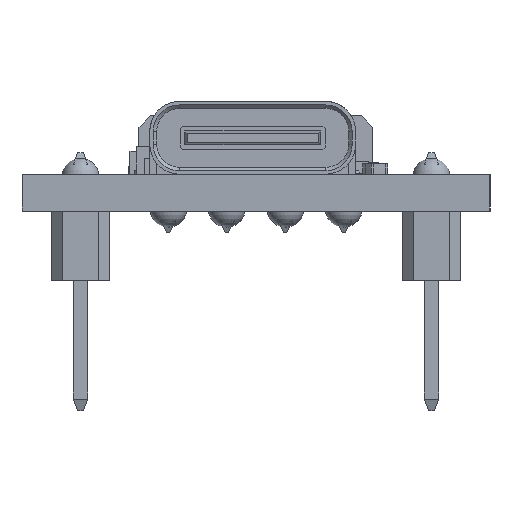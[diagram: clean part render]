
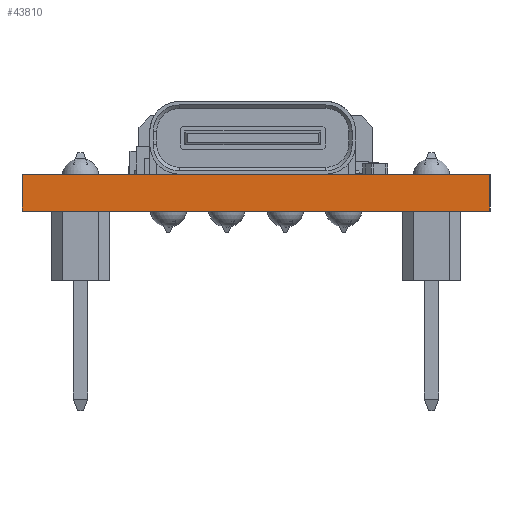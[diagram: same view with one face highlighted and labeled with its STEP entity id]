
A CAD part, left-side view. The second image highlights one B-rep face of the part: STEP entity #43810.
In plain terms, the highlighted planar face has unit normal (-1, 0, 0).
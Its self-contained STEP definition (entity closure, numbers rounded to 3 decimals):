
#1486=FACE_OUTER_BOUND('',#4180,.T.);
#4180=EDGE_LOOP('',(#28479,#28480,#28481,#28482));
#7060=LINE('',#62680,#12691);
#7064=LINE('',#62689,#12695);
#7065=LINE('',#62690,#12696);
#7066=LINE('',#62691,#12697);
#12691=VECTOR('',#50475,1.);
#12695=VECTOR('',#50481,1.);
#12696=VECTOR('',#50482,1.);
#12697=VECTOR('',#50483,1.);
#18322=VERTEX_POINT('',#62678);
#18323=VERTEX_POINT('',#62679);
#18326=VERTEX_POINT('',#62687);
#18327=VERTEX_POINT('',#62688);
#22319=EDGE_CURVE('',#18322,#18323,#7060,.T.);
#22323=EDGE_CURVE('',#18326,#18327,#7064,.T.);
#22324=EDGE_CURVE('',#18326,#18322,#7065,.T.);
#22325=EDGE_CURVE('',#18327,#18323,#7066,.T.);
#28479=ORIENTED_EDGE('',*,*,#22323,.F.);
#28480=ORIENTED_EDGE('',*,*,#22324,.T.);
#28481=ORIENTED_EDGE('',*,*,#22319,.T.);
#28482=ORIENTED_EDGE('',*,*,#22325,.F.);
#40788=PLANE('',#47183);
#43810=ADVANCED_FACE('',(#1486),#40788,.F.);
#47183=AXIS2_PLACEMENT_3D('',#62686,#50479,#50480);
#50475=DIRECTION('',(0.,0.,-1.));
#50479=DIRECTION('center_axis',(1.,0.,0.));
#50480=DIRECTION('ref_axis',(0.,1.,0.));
#50481=DIRECTION('',(0.,0.,-1.));
#50482=DIRECTION('',(0.,1.,0.));
#50483=DIRECTION('',(0.,1.,0.));
#62678=CARTESIAN_POINT('',(-26.67,10.16,0.));
#62679=CARTESIAN_POINT('',(-26.67,10.16,-1.6));
#62680=CARTESIAN_POINT('',(-26.67,10.16,0.));
#62686=CARTESIAN_POINT('Origin',(-26.67,-10.16,0.));
#62687=CARTESIAN_POINT('',(-26.67,-10.16,0.));
#62688=CARTESIAN_POINT('',(-26.67,-10.16,-1.6));
#62689=CARTESIAN_POINT('',(-26.67,-10.16,0.));
#62690=CARTESIAN_POINT('',(-26.67,-10.16,0.));
#62691=CARTESIAN_POINT('',(-26.67,-10.16,-1.6));
